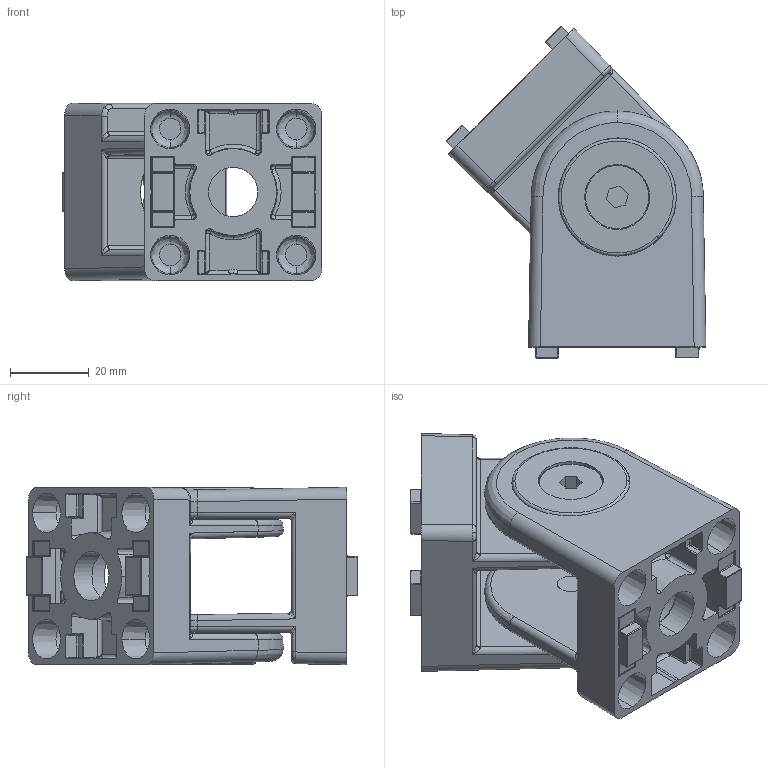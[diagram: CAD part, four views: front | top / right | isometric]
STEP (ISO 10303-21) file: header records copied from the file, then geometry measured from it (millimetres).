
FILE_DESCRIPTION (( 'STEP AP203' ), '1' );
FILE_NAME ('414502694_c_1.STEP', '2023-03-02T04:41:51', ( '' ), ( '' ), 'SwSTEP 2.0', 'SolidWorks 2014', '' );
FILE_SCHEMA (( 'CONFIG_CONTROL_DESIGN' ));
Length unit declared in the file: millimetre
Products named in the file (6): Gelenk 45 N10 Fixierst_X_FCck; Gelenk 45 lackiert N10 Element 1; 414502694_c_1; DIN 7991 - M8x12; Gelenk 45 N10 Lager; Gelenk 45 N10 Gleitscheibe
Assembly tree (12 placements, depth 2):
  414502694_c_1
    Gelenk 45 lackiert N10 Element 1  x2
    Gelenk 45 N10 Gleitscheibe  x2
    Gelenk 45 N10 Lager  x2
    DIN 7991 - M8x12  x2
    Gelenk 45 N10 Fixierst_X_FCck  x4
Bounding box: 65.92 x 84.22 x 45 mm (x, y, z)
Volume: 77527.7 mm3; surface area: 45853.3 mm2
Topology: 12 solids, 12 shells, 1260 faces, 2900 edges, 1652 vertices
Faces by surface type: cylinder 448, bspline 382, plane 298, cone 132
Entity records: 21264 total; most frequent: CARTESIAN_POINT 9253, ORIENTED_EDGE 2516, DIRECTION 2115, EDGE_CURVE 1258, AXIS2_PLACEMENT_3D 820, VERTEX_POINT 738, EDGE_LOOP 576, ADVANCED_FACE 548
